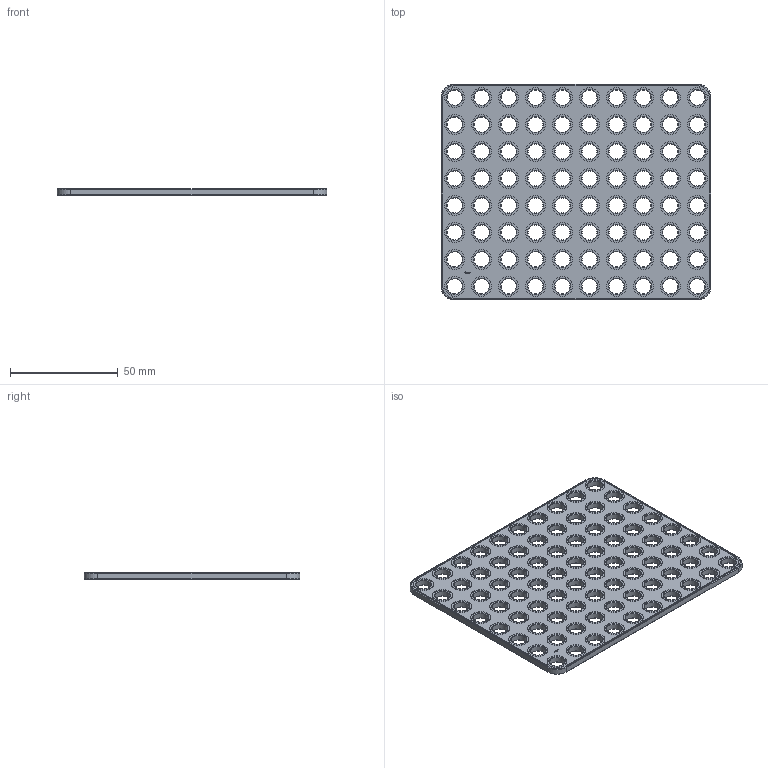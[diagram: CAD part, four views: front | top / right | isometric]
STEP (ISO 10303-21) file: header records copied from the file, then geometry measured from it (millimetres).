
FILE_DESCRIPTION(('FreeCAD Model'),'2;1');
FILE_NAME('Open CASCADE Shape Model','2024-10-08T18:16:03',(''),(''), 'Open CASCADE STEP processor 7.7','FreeCAD','Unknown');
FILE_SCHEMA(('AUTOMOTIVE_DESIGN { 1 0 10303 214 1 1 1 1 }'));
Length unit declared in the file: millimetre
Products named in the file (1): Plate RCT CRNR BU10x08x00.25 - SPN-PLT-0119 (stemfie.org)
Bounding box: 125 x 100 x 3.12 mm (x, y, z)
Volume: 27774.4 mm3; surface area: 25441.9 mm2
Topology: 1 solids, 1 shells, 876 faces, 2110 edges, 1348 vertices
Faces by surface type: plane 410, cylinder 168, cone 168, extrusion 130
Full cylindrical faces by diameter (mm): 7 x80, 9.2 x80
Entity records: 26090 total; most frequent: CARTESIAN_POINT 5393, ORIENTED_EDGE 4220, DIRECTION 3978, EDGE_CURVE 2110, VECTOR 1476, VERTEX_POINT 1348, LINE 1346, AXIS2_PLACEMENT_3D 1251
